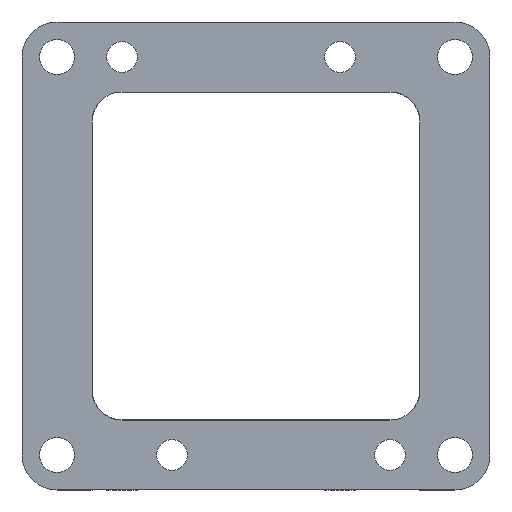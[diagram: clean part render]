
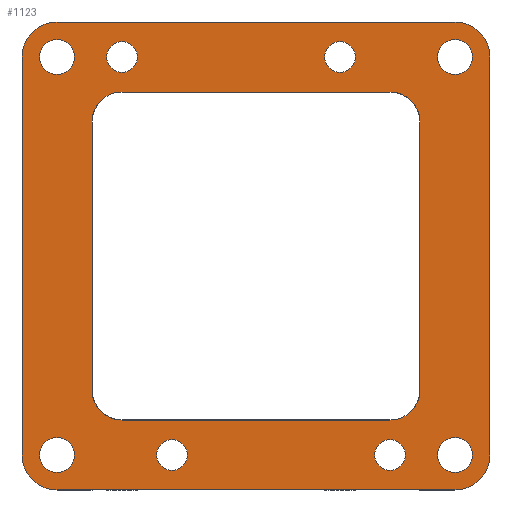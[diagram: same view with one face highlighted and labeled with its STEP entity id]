
A CAD part, front view. The second image highlights one B-rep face of the part: STEP entity #1123.
In plain terms, the highlighted face is planar.
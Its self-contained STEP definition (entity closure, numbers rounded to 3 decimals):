
#43=FACE_BOUND('',#192,.T.);
#44=FACE_BOUND('',#193,.T.);
#45=FACE_BOUND('',#194,.T.);
#46=FACE_BOUND('',#195,.T.);
#47=FACE_BOUND('',#196,.T.);
#48=FACE_BOUND('',#197,.T.);
#49=FACE_BOUND('',#198,.T.);
#50=FACE_BOUND('',#199,.T.);
#51=FACE_BOUND('',#200,.T.);
#77=PLANE('',#1246);
#127=FACE_OUTER_BOUND('',#191,.T.);
#191=EDGE_LOOP('',(#995,#996,#997,#998,#999,#1000,#1001,#1002));
#192=EDGE_LOOP('',(#1003));
#193=EDGE_LOOP('',(#1004));
#194=EDGE_LOOP('',(#1005));
#195=EDGE_LOOP('',(#1006));
#196=EDGE_LOOP('',(#1007));
#197=EDGE_LOOP('',(#1008));
#198=EDGE_LOOP('',(#1009));
#199=EDGE_LOOP('',(#1010));
#200=EDGE_LOOP('',(#1011,#1012,#1013,#1014,#1015,#1016,#1017,#1018));
#213=LINE('',#1590,#307);
#227=LINE('',#1626,#321);
#238=LINE('',#1660,#332);
#262=LINE('',#1730,#356);
#274=LINE('',#1817,#368);
#279=LINE('',#1854,#373);
#283=LINE('',#1891,#377);
#287=LINE('',#1945,#381);
#307=VECTOR('',#1273,10.);
#321=VECTOR('',#1299,10.);
#332=VECTOR('',#1328,10.);
#356=VECTOR('',#1408,10.);
#368=VECTOR('',#1454,10.);
#373=VECTOR('',#1469,10.);
#377=VECTOR('',#1483,10.);
#381=VECTOR('',#1499,10.);
#395=CIRCLE('',#1141,3.5);
#401=CIRCLE('',#1150,3.5);
#407=CIRCLE('',#1159,3.5);
#413=CIRCLE('',#1168,3.5);
#423=CIRCLE('',#1193,1.75);
#424=CIRCLE('',#1195,1.75);
#425=CIRCLE('',#1197,1.75);
#426=CIRCLE('',#1199,1.75);
#428=CIRCLE('',#1202,3.);
#433=CIRCLE('',#1209,3.);
#437=CIRCLE('',#1215,3.);
#441=CIRCLE('',#1221,3.);
#445=CIRCLE('',#1235,1.55);
#447=CIRCLE('',#1238,1.55);
#449=CIRCLE('',#1241,1.55);
#451=CIRCLE('',#1244,1.55);
#453=VERTEX_POINT('',#1568);
#454=VERTEX_POINT('',#1569);
#462=VERTEX_POINT('',#1589);
#469=VERTEX_POINT('',#1605);
#470=VERTEX_POINT('',#1606);
#478=VERTEX_POINT('',#1624);
#485=VERTEX_POINT('',#1642);
#492=VERTEX_POINT('',#1658);
#513=VERTEX_POINT('',#1736);
#514=VERTEX_POINT('',#1740);
#515=VERTEX_POINT('',#1744);
#516=VERTEX_POINT('',#1748);
#523=VERTEX_POINT('',#1789);
#524=VERTEX_POINT('',#1791);
#530=VERTEX_POINT('',#1815);
#533=VERTEX_POINT('',#1832);
#537=VERTEX_POINT('',#1852);
#543=VERTEX_POINT('',#1874);
#544=VERTEX_POINT('',#1876);
#551=VERTEX_POINT('',#1931);
#553=VERTEX_POINT('',#1968);
#555=VERTEX_POINT('',#1974);
#557=VERTEX_POINT('',#1980);
#559=VERTEX_POINT('',#1986);
#561=EDGE_CURVE('',#453,#454,#395,.T.);
#571=EDGE_CURVE('',#462,#454,#213,.T.);
#579=EDGE_CURVE('',#469,#470,#401,.T.);
#589=EDGE_CURVE('',#469,#478,#227,.T.);
#597=EDGE_CURVE('',#485,#478,#407,.T.);
#606=EDGE_CURVE('',#485,#492,#238,.T.);
#613=EDGE_CURVE('',#462,#492,#413,.T.);
#642=EDGE_CURVE('',#453,#470,#262,.T.);
#646=EDGE_CURVE('',#513,#513,#423,.T.);
#648=EDGE_CURVE('',#514,#514,#424,.T.);
#650=EDGE_CURVE('',#515,#515,#425,.T.);
#652=EDGE_CURVE('',#516,#516,#426,.T.);
#659=EDGE_CURVE('',#523,#524,#428,.T.);
#668=EDGE_CURVE('',#523,#530,#274,.T.);
#672=EDGE_CURVE('',#533,#530,#433,.T.);
#678=EDGE_CURVE('',#533,#537,#279,.T.);
#684=EDGE_CURVE('',#543,#544,#437,.T.);
#687=EDGE_CURVE('',#543,#524,#283,.T.);
#696=EDGE_CURVE('',#551,#537,#441,.T.);
#698=EDGE_CURVE('',#551,#544,#287,.T.);
#711=EDGE_CURVE('',#553,#553,#445,.T.);
#714=EDGE_CURVE('',#555,#555,#447,.T.);
#717=EDGE_CURVE('',#557,#557,#449,.T.);
#720=EDGE_CURVE('',#559,#559,#451,.T.);
#995=ORIENTED_EDGE('',*,*,#561,.F.);
#996=ORIENTED_EDGE('',*,*,#642,.T.);
#997=ORIENTED_EDGE('',*,*,#579,.F.);
#998=ORIENTED_EDGE('',*,*,#589,.T.);
#999=ORIENTED_EDGE('',*,*,#597,.F.);
#1000=ORIENTED_EDGE('',*,*,#606,.T.);
#1001=ORIENTED_EDGE('',*,*,#613,.F.);
#1002=ORIENTED_EDGE('',*,*,#571,.T.);
#1003=ORIENTED_EDGE('',*,*,#646,.T.);
#1004=ORIENTED_EDGE('',*,*,#648,.T.);
#1005=ORIENTED_EDGE('',*,*,#650,.T.);
#1006=ORIENTED_EDGE('',*,*,#652,.T.);
#1007=ORIENTED_EDGE('',*,*,#711,.T.);
#1008=ORIENTED_EDGE('',*,*,#714,.T.);
#1009=ORIENTED_EDGE('',*,*,#717,.T.);
#1010=ORIENTED_EDGE('',*,*,#720,.T.);
#1011=ORIENTED_EDGE('',*,*,#678,.T.);
#1012=ORIENTED_EDGE('',*,*,#696,.F.);
#1013=ORIENTED_EDGE('',*,*,#698,.T.);
#1014=ORIENTED_EDGE('',*,*,#684,.F.);
#1015=ORIENTED_EDGE('',*,*,#687,.T.);
#1016=ORIENTED_EDGE('',*,*,#659,.F.);
#1017=ORIENTED_EDGE('',*,*,#668,.T.);
#1018=ORIENTED_EDGE('',*,*,#672,.F.);
#1123=ADVANCED_FACE('',(#127,#43,#44,#45,#46,#47,#48,#49,#50,#51),#77,.T.);
#1141=AXIS2_PLACEMENT_3D('',#1570,#1255,#1256);
#1150=AXIS2_PLACEMENT_3D('',#1607,#1285,#1286);
#1159=AXIS2_PLACEMENT_3D('',#1643,#1315,#1316);
#1168=AXIS2_PLACEMENT_3D('',#1674,#1343,#1344);
#1193=AXIS2_PLACEMENT_3D('',#1738,#1416,#1417);
#1195=AXIS2_PLACEMENT_3D('',#1742,#1421,#1422);
#1197=AXIS2_PLACEMENT_3D('',#1746,#1426,#1427);
#1199=AXIS2_PLACEMENT_3D('',#1750,#1431,#1432);
#1202=AXIS2_PLACEMENT_3D('',#1792,#1440,#1441);
#1209=AXIS2_PLACEMENT_3D('',#1834,#1460,#1461);
#1215=AXIS2_PLACEMENT_3D('',#1877,#1478,#1479);
#1221=AXIS2_PLACEMENT_3D('',#1933,#1495,#1496);
#1235=AXIS2_PLACEMENT_3D('',#1969,#1533,#1534);
#1238=AXIS2_PLACEMENT_3D('',#1975,#1540,#1541);
#1241=AXIS2_PLACEMENT_3D('',#1981,#1547,#1548);
#1244=AXIS2_PLACEMENT_3D('',#1987,#1554,#1555);
#1246=AXIS2_PLACEMENT_3D('',#1991,#1559,#1560);
#1255=DIRECTION('center_axis',(0.,-1.,0.));
#1256=DIRECTION('ref_axis',(0.707,0.,-0.707));
#1273=DIRECTION('',(0.,0.,-1.));
#1285=DIRECTION('center_axis',(0.,-1.,0.));
#1286=DIRECTION('ref_axis',(-0.707,0.,-0.707));
#1299=DIRECTION('',(0.,0.,1.));
#1315=DIRECTION('center_axis',(0.,-1.,0.));
#1316=DIRECTION('ref_axis',(-0.707,0.,0.707));
#1328=DIRECTION('',(1.,0.,0.));
#1343=DIRECTION('center_axis',(0.,-1.,0.));
#1344=DIRECTION('ref_axis',(0.707,0.,0.707));
#1408=DIRECTION('',(-1.,0.,0.));
#1416=DIRECTION('center_axis',(0.,-1.,0.));
#1417=DIRECTION('ref_axis',(1.,0.,0.));
#1421=DIRECTION('center_axis',(0.,-1.,0.));
#1422=DIRECTION('ref_axis',(1.,0.,0.));
#1426=DIRECTION('center_axis',(0.,-1.,0.));
#1427=DIRECTION('ref_axis',(1.,0.,0.));
#1431=DIRECTION('center_axis',(0.,-1.,0.));
#1432=DIRECTION('ref_axis',(1.,0.,0.));
#1440=DIRECTION('center_axis',(0.,1.,0.));
#1441=DIRECTION('ref_axis',(0.707,0.,-0.707));
#1454=DIRECTION('',(0.,0.,1.));
#1460=DIRECTION('center_axis',(0.,1.,0.));
#1461=DIRECTION('ref_axis',(0.707,0.,0.707));
#1469=DIRECTION('',(-1.,0.,0.));
#1478=DIRECTION('center_axis',(0.,1.,0.));
#1479=DIRECTION('ref_axis',(-0.707,0.,-0.707));
#1483=DIRECTION('',(1.,0.,0.));
#1495=DIRECTION('center_axis',(0.,1.,0.));
#1496=DIRECTION('ref_axis',(-0.707,0.,0.707));
#1499=DIRECTION('',(0.,0.,-1.));
#1533=DIRECTION('center_axis',(0.,-1.,0.));
#1534=DIRECTION('ref_axis',(-1.,0.,0.));
#1540=DIRECTION('center_axis',(0.,-1.,0.));
#1541=DIRECTION('ref_axis',(-1.,0.,0.));
#1547=DIRECTION('center_axis',(0.,-1.,0.));
#1548=DIRECTION('ref_axis',(-1.,0.,0.));
#1554=DIRECTION('center_axis',(0.,-1.,0.));
#1555=DIRECTION('ref_axis',(-1.,0.,0.));
#1559=DIRECTION('center_axis',(0.,1.,0.));
#1560=DIRECTION('ref_axis',(0.,0.,1.));
#1568=CARTESIAN_POINT('',(43.3,6.,0.));
#1569=CARTESIAN_POINT('',(46.8,6.,3.5));
#1570=CARTESIAN_POINT('Origin',(43.3,6.,3.5));
#1589=CARTESIAN_POINT('',(46.8,6.,43.3));
#1590=CARTESIAN_POINT('',(46.8,6.,0.));
#1605=CARTESIAN_POINT('',(0.,6.,3.5));
#1606=CARTESIAN_POINT('',(3.5,6.,0.));
#1607=CARTESIAN_POINT('Origin',(3.5,6.,3.5));
#1624=CARTESIAN_POINT('',(0.,6.,43.3));
#1626=CARTESIAN_POINT('',(0.,6.,46.8));
#1642=CARTESIAN_POINT('',(3.5,6.,46.8));
#1643=CARTESIAN_POINT('Origin',(3.5,6.,43.3));
#1658=CARTESIAN_POINT('',(43.3,6.,46.8));
#1660=CARTESIAN_POINT('',(46.8,6.,46.8));
#1674=CARTESIAN_POINT('Origin',(43.3,6.,43.3));
#1730=CARTESIAN_POINT('',(0.,6.,0.));
#1736=CARTESIAN_POINT('',(1.75,6.,43.3));
#1738=CARTESIAN_POINT('Origin',(3.5,6.,43.3));
#1740=CARTESIAN_POINT('',(1.75,6.,3.5));
#1742=CARTESIAN_POINT('Origin',(3.5,6.,3.5));
#1744=CARTESIAN_POINT('',(41.55,6.,43.3));
#1746=CARTESIAN_POINT('Origin',(43.3,6.,43.3));
#1748=CARTESIAN_POINT('',(41.55,6.,3.5));
#1750=CARTESIAN_POINT('Origin',(43.3,6.,3.5));
#1789=CARTESIAN_POINT('',(39.8,6.,10.));
#1791=CARTESIAN_POINT('',(36.8,6.,7.));
#1792=CARTESIAN_POINT('Origin',(36.8,6.,10.));
#1815=CARTESIAN_POINT('',(39.8,6.,36.8));
#1817=CARTESIAN_POINT('',(39.8,6.,7.));
#1832=CARTESIAN_POINT('',(36.8,6.,39.8));
#1834=CARTESIAN_POINT('Origin',(36.8,6.,36.8));
#1852=CARTESIAN_POINT('',(10.,6.,39.8));
#1854=CARTESIAN_POINT('',(39.8,6.,39.8));
#1874=CARTESIAN_POINT('',(10.,6.,7.));
#1876=CARTESIAN_POINT('',(7.,6.,10.));
#1877=CARTESIAN_POINT('Origin',(10.,6.,10.));
#1891=CARTESIAN_POINT('',(7.,6.,7.));
#1931=CARTESIAN_POINT('',(7.,6.,36.8));
#1933=CARTESIAN_POINT('Origin',(10.,6.,36.8));
#1945=CARTESIAN_POINT('',(7.,6.,39.8));
#1968=CARTESIAN_POINT('',(33.35,6.,3.5));
#1969=CARTESIAN_POINT('Origin',(31.8,6.,3.5));
#1974=CARTESIAN_POINT('',(38.35,6.,43.3));
#1975=CARTESIAN_POINT('Origin',(36.8,6.,43.3));
#1980=CARTESIAN_POINT('',(11.55,6.,3.5));
#1981=CARTESIAN_POINT('Origin',(10.,6.,3.5));
#1986=CARTESIAN_POINT('',(16.55,6.,43.3));
#1987=CARTESIAN_POINT('Origin',(15.,6.,43.3));
#1991=CARTESIAN_POINT('Origin',(23.4,6.,23.4));
